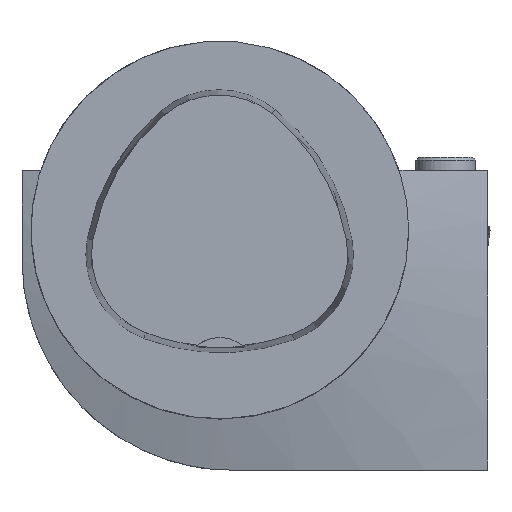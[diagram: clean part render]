
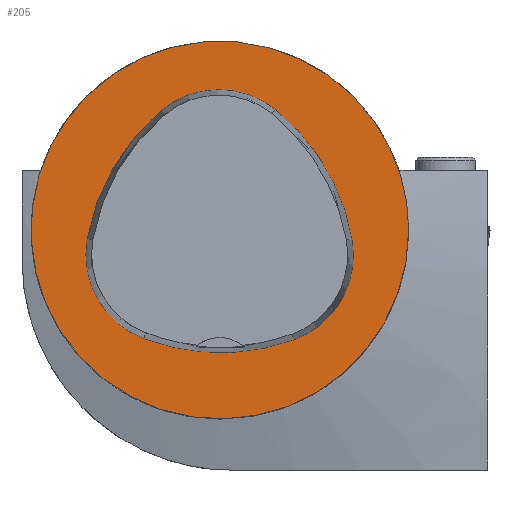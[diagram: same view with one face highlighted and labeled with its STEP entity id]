
A CAD part, top view. The second image highlights one B-rep face of the part: STEP entity #205.
In plain terms, the highlighted planar face has unit normal (0, 0, 1).
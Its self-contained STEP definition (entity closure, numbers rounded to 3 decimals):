
#96=FACE_BOUND('',#420,.T.);
#97=FACE_BOUND('',#421,.T.);
#205=ADVANCED_FACE('',(#96,#97),#265,.T.);
#265=PLANE('',#1703);
#420=EDGE_LOOP('',(#818,#819,#820,#821,#822,#823));
#421=EDGE_LOOP('',(#824));
#475=CIRCLE('',#1674,31.5);
#476=CIRCLE('',#1681,36.);
#478=CIRCLE('',#1684,15.);
#480=CIRCLE('',#1687,36.);
#482=CIRCLE('',#1690,15.);
#485=CIRCLE('',#1694,36.);
#488=CIRCLE('',#1698,15.);
#818=ORIENTED_EDGE('',*,*,#1255,.F.);
#819=ORIENTED_EDGE('',*,*,#1250,.F.);
#820=ORIENTED_EDGE('',*,*,#1245,.F.);
#821=ORIENTED_EDGE('',*,*,#1242,.F.);
#822=ORIENTED_EDGE('',*,*,#1239,.F.);
#823=ORIENTED_EDGE('',*,*,#1235,.F.);
#824=ORIENTED_EDGE('',*,*,#1223,.T.);
#1043=VERTEX_POINT('',#2658);
#1054=VERTEX_POINT('',#2702);
#1055=VERTEX_POINT('',#2703);
#1058=VERTEX_POINT('',#2711);
#1060=VERTEX_POINT('',#2717);
#1062=VERTEX_POINT('',#2723);
#1066=VERTEX_POINT('',#2736);
#1223=EDGE_CURVE('',#1043,#1043,#475,.T.);
#1235=EDGE_CURVE('',#1054,#1055,#476,.T.);
#1239=EDGE_CURVE('',#1055,#1058,#478,.T.);
#1242=EDGE_CURVE('',#1058,#1060,#480,.T.);
#1245=EDGE_CURVE('',#1060,#1062,#482,.T.);
#1250=EDGE_CURVE('',#1062,#1066,#485,.T.);
#1255=EDGE_CURVE('',#1066,#1054,#488,.T.);
#1674=AXIS2_PLACEMENT_3D('',#2657,#1998,#1999);
#1681=AXIS2_PLACEMENT_3D('',#2701,#2016,#2017);
#1684=AXIS2_PLACEMENT_3D('',#2710,#2024,#2025);
#1687=AXIS2_PLACEMENT_3D('',#2716,#2031,#2032);
#1690=AXIS2_PLACEMENT_3D('',#2722,#2038,#2039);
#1694=AXIS2_PLACEMENT_3D('',#2735,#2047,#2048);
#1698=AXIS2_PLACEMENT_3D('',#2748,#2056,#2057);
#1703=AXIS2_PLACEMENT_3D('',#2753,#2066,#2067);
#1998=DIRECTION('',(0.,0.,1.));
#1999=DIRECTION('',(1.,0.,0.));
#2016=DIRECTION('',(0.,0.,1.));
#2017=DIRECTION('',(1.,0.,0.));
#2024=DIRECTION('',(0.,0.,1.));
#2025=DIRECTION('',(1.,0.,0.));
#2031=DIRECTION('',(0.,0.,1.));
#2032=DIRECTION('',(1.,0.,0.));
#2038=DIRECTION('',(0.,0.,1.));
#2039=DIRECTION('',(1.,0.,0.));
#2047=DIRECTION('',(0.,0.,1.));
#2048=DIRECTION('',(1.,0.,0.));
#2056=DIRECTION('',(0.,0.,1.));
#2057=DIRECTION('',(1.,0.,0.));
#2066=DIRECTION('',(0.,0.,1.));
#2067=DIRECTION('',(-1.,0.,0.));
#2657=CARTESIAN_POINT('',(0.,0.,0.));
#2658=CARTESIAN_POINT('',(31.5,0.,0.));
#2701=CARTESIAN_POINT('',(-13.398,-7.893,0.));
#2702=CARTESIAN_POINT('',(22.041,-1.562,0.));
#2703=CARTESIAN_POINT('',(9.317,20.036,0.));
#2710=CARTESIAN_POINT('',(-0.148,8.399,0.));
#2711=CARTESIAN_POINT('',(-9.779,19.898,0.));
#2716=CARTESIAN_POINT('',(13.337,-7.7,0.));
#2717=CARTESIAN_POINT('',(-22.122,-1.48,0.));
#2722=CARTESIAN_POINT('',(-7.347,-4.071,0.));
#2723=CARTESIAN_POINT('',(-12.693,-18.087,0.));
#2735=CARTESIAN_POINT('',(0.137,15.55,0.));
#2736=CARTESIAN_POINT('',(12.373,-18.307,0.));
#2748=CARTESIAN_POINT('',(7.275,-4.2,0.));
#2753=CARTESIAN_POINT('',(0.,0.,0.));
